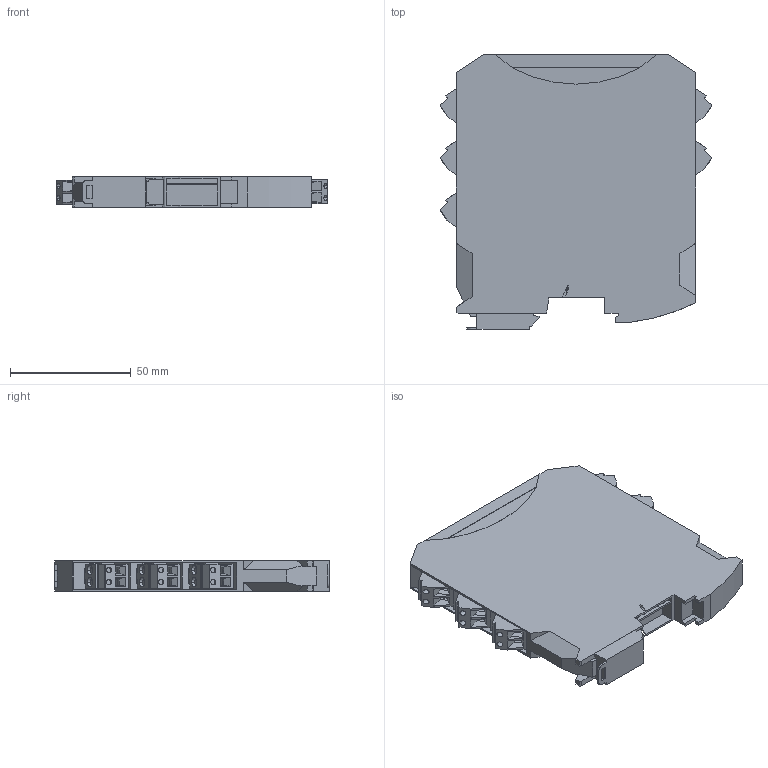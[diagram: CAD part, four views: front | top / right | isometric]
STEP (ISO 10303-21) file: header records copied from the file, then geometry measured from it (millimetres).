
FILE_DESCRIPTION (( 'STEP AP214' ), '1' );
FILE_NAME ('92xx_Trennstufen_ispac.STEP', '2020-06-09T13:43:01', ( '' ), ( '' ), 'SwSTEP 2.0', 'SolidWorks 2018', '' );
FILE_SCHEMA (( 'AUTOMOTIVE_DESIGN' ));
Length unit declared in the file: millimetre
Products named in the file (6): MSTBTP_2.5_2-ST_BU-select^pxc_2865450; 92xx_Trennstufen_ispac; 92xx_Module_iSpac MAXC_12.5-GY-pxc_2865450; MSTBTP_2.5_2-ST_GN; ME_MAX_B-12.5_GY7042-select.1^pxc_2865450_09_MACX-MCR-EX-SL-NAM-2RO_3D(2); MSTBTP_2.5_2-ST_GY7035-select^pxc_2865450
Assembly tree (7 placements, depth 2):
  92xx_Trennstufen_ispac
    92xx_Module_iSpac MAXC_12.5-GY-pxc_2865450
    ME_MAX_B-12.5_GY7042-select.1^pxc_2865450_09_MACX-MCR-EX-SL-NAM-2RO_3D(2)
    MSTBTP_2.5_2-ST_BU-select^pxc_2865450  x2
    MSTBTP_2.5_2-ST_GN
    MSTBTP_2.5_2-ST_GY7035-select^pxc_2865450  x2
Bounding box: 112.49 x 113.7 x 12.6 mm (x, y, z)
Volume: 127080.3 mm3; surface area: 41656.2 mm2
Topology: 7 solids, 7 shells, 1038 faces, 2701 edges, 1760 vertices
Faces by surface type: plane 880, cylinder 138, cone 20
Entity records: 29496 total; most frequent: CARTESIAN_POINT 4365, ORIENTED_EDGE 4138, DIRECTION 3813, EDGE_CURVE 2069, LINE 1821, VECTOR 1821, VERTEX_POINT 1356, AXIS2_PLACEMENT_3D 996
